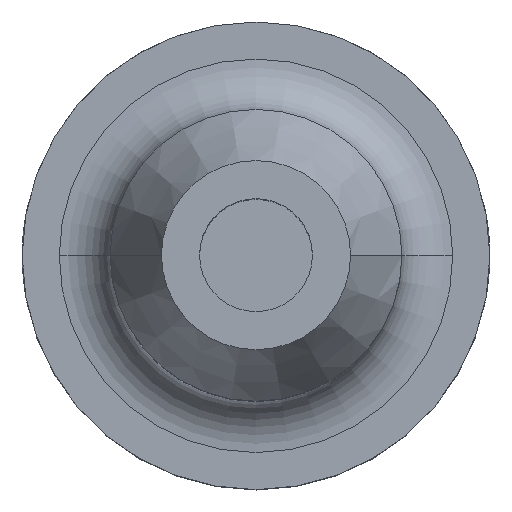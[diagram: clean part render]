
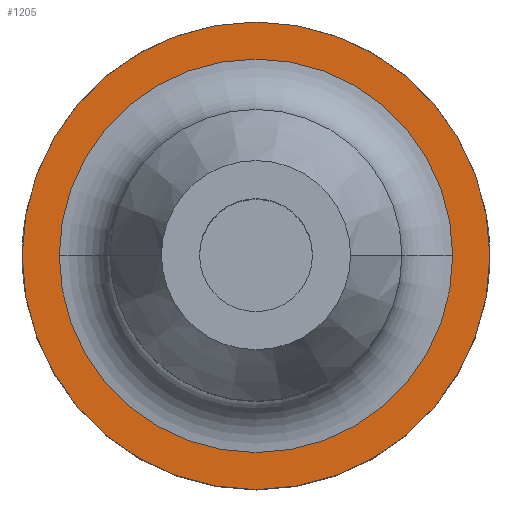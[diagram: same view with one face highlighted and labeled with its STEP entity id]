
A CAD part, top view. The second image highlights one B-rep face of the part: STEP entity #1205.
In plain terms, the highlighted planar face has unit normal (0, 0, 1).
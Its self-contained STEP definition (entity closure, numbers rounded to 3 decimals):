
#2 = PLANE ( 'NONE',  #1323 ) ;
#32 = CARTESIAN_POINT ( 'NONE',  ( 0., 0., 22. ) ) ;
#126 = CARTESIAN_POINT ( 'NONE',  ( -19.351, 0., 22. ) ) ;
#133 = EDGE_CURVE ( 'NONE', #608, #1190, #900, .T. ) ;
#152 = CARTESIAN_POINT ( 'NONE',  ( 19.351, 0., 22. ) ) ;
#161 = CIRCLE ( 'NONE', #1028, 23. ) ;
#171 = ORIENTED_EDGE ( 'NONE', *, *, #1022, .F. ) ;
#230 = DIRECTION ( 'NONE',  ( 0., 0., -1. ) ) ;
#241 = DIRECTION ( 'NONE',  ( -1., 0., 0. ) ) ;
#243 = AXIS2_PLACEMENT_3D ( 'NONE', #631, #1361, #506 ) ;
#345 = CIRCLE ( 'NONE', #243, 23. ) ;
#360 = EDGE_LOOP ( 'NONE', ( #171, #1518 ) ) ;
#470 = EDGE_LOOP ( 'NONE', ( #1482, #502 ) ) ;
#493 = VERTEX_POINT ( 'NONE', #1572 ) ;
#502 = ORIENTED_EDGE ( 'NONE', *, *, #133, .T. ) ;
#506 = DIRECTION ( 'NONE',  ( -1., 0., 0. ) ) ;
#594 = CARTESIAN_POINT ( 'NONE',  ( 23., 0., 22. ) ) ;
#608 = VERTEX_POINT ( 'NONE', #152 ) ;
#615 = CARTESIAN_POINT ( 'NONE',  ( 0., 0., 22. ) ) ;
#631 = CARTESIAN_POINT ( 'NONE',  ( 0., 0., 22. ) ) ;
#647 = EDGE_CURVE ( 'NONE', #1201, #493, #345, .T. ) ;
#703 = CARTESIAN_POINT ( 'NONE',  ( 0., 14.351, 22. ) ) ;
#725 = AXIS2_PLACEMENT_3D ( 'NONE', #615, #1250, #871 ) ;
#759 = DIRECTION ( 'NONE',  ( 0., 0., -1. ) ) ;
#854 = EDGE_CURVE ( 'NONE', #1190, #608, #1491, .T. ) ;
#859 = DIRECTION ( 'NONE',  ( 0., 0., -1. ) ) ;
#871 = DIRECTION ( 'NONE',  ( -1., 0., 0. ) ) ;
#899 = FACE_OUTER_BOUND ( 'NONE', #360, .T. ) ;
#900 = CIRCLE ( 'NONE', #1556, 19.351 ) ;
#914 = CARTESIAN_POINT ( 'NONE',  ( 0., 0., 22. ) ) ;
#955 = DIRECTION ( 'NONE',  ( -1., 0., 0. ) ) ;
#1022 = EDGE_CURVE ( 'NONE', #493, #1201, #161, .T. ) ;
#1028 = AXIS2_PLACEMENT_3D ( 'NONE', #914, #230, #241 ) ;
#1190 = VERTEX_POINT ( 'NONE', #126 ) ;
#1196 = FACE_BOUND ( 'NONE', #470, .T. ) ;
#1201 = VERTEX_POINT ( 'NONE', #594 ) ;
#1205 = ADVANCED_FACE ( 'NONE', ( #1196, #899 ), #2, .F. ) ;
#1250 = DIRECTION ( 'NONE',  ( 0., 0., -1. ) ) ;
#1323 = AXIS2_PLACEMENT_3D ( 'NONE', #703, #859, #955 ) ;
#1361 = DIRECTION ( 'NONE',  ( 0., 0., -1. ) ) ;
#1482 = ORIENTED_EDGE ( 'NONE', *, *, #854, .T. ) ;
#1491 = CIRCLE ( 'NONE', #725, 19.351 ) ;
#1507 = DIRECTION ( 'NONE',  ( -1., 0., 0. ) ) ;
#1518 = ORIENTED_EDGE ( 'NONE', *, *, #647, .F. ) ;
#1556 = AXIS2_PLACEMENT_3D ( 'NONE', #32, #759, #1507 ) ;
#1572 = CARTESIAN_POINT ( 'NONE',  ( -23., 0., 22. ) ) ;
